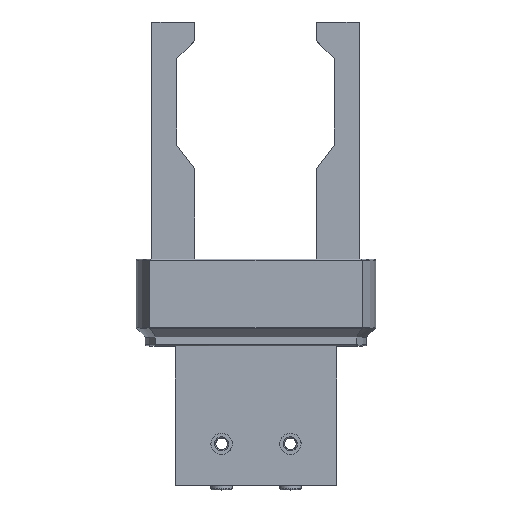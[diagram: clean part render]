
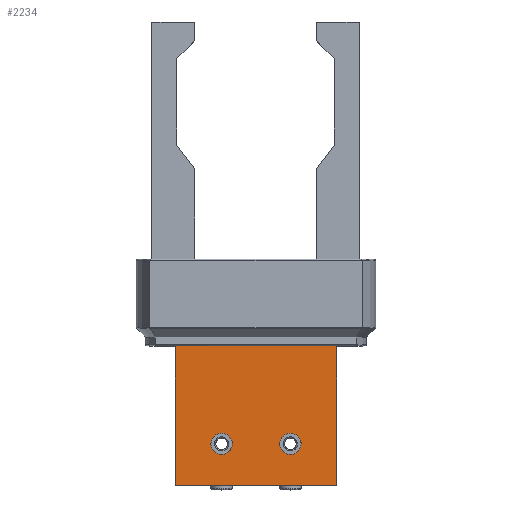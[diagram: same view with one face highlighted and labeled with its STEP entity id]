
A CAD part, top view. The second image highlights one B-rep face of the part: STEP entity #2234.
In plain terms, the highlighted planar face has unit normal (0, 0, 1).
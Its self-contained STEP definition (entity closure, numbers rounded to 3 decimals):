
#1658=CARTESIAN_POINT('Vertex',(-34.1,58.8,18.5)) ;
#1661=CARTESIAN_POINT('Line Origine',(0.,58.8,18.5)) ;
#1665=CARTESIAN_POINT('Vertex',(34.1,58.8,18.5)) ;
#2015=CARTESIAN_POINT('Vertex',(-34.1,0.,18.5)) ;
#2018=CARTESIAN_POINT('Line Origine',(-34.1,29.4,18.5)) ;
#2035=CARTESIAN_POINT('Line Origine',(34.1,29.4,18.5)) ;
#2039=CARTESIAN_POINT('Vertex',(34.1,0.,18.5)) ;
#2152=CARTESIAN_POINT('Axis2P3D Location',(0.,0.,18.5)) ;
#2157=CARTESIAN_POINT('Line Origine',(0.,0.,18.5)) ;
#2169=CARTESIAN_POINT('Control Point',(-19.,17.5,18.5)) ;
#2170=CARTESIAN_POINT('Control Point',(-19.,18.442,18.5)) ;
#2171=CARTESIAN_POINT('Control Point',(-18.754,19.385,18.5)) ;
#2172=CARTESIAN_POINT('Control Point',(-18.259,20.241,18.5)) ;
#2173=CARTESIAN_POINT('Control Point',(-16.873,21.611,18.5)) ;
#2174=CARTESIAN_POINT('Control Point',(-14.994,22.126,18.5)) ;
#2175=CARTESIAN_POINT('Control Point',(-14.006,22.126,18.5)) ;
#2176=CARTESIAN_POINT('Control Point',(-12.127,21.611,18.5)) ;
#2177=CARTESIAN_POINT('Control Point',(-10.741,20.241,18.5)) ;
#2178=CARTESIAN_POINT('Control Point',(-10.246,19.385,18.5)) ;
#2179=CARTESIAN_POINT('Control Point',(-10.,18.442,18.5)) ;
#2180=CARTESIAN_POINT('Control Point',(-10.,17.5,18.5)) ;
#2181=CARTESIAN_POINT('Vertex',(-19.,17.5,18.5)) ;
#2183=CARTESIAN_POINT('Vertex',(-10.,17.5,18.5)) ;
#2187=CARTESIAN_POINT('Control Point',(-10.,17.5,18.5)) ;
#2188=CARTESIAN_POINT('Control Point',(-10.001,16.087,18.5)) ;
#2189=CARTESIAN_POINT('Control Point',(-10.553,14.671,18.5)) ;
#2190=CARTESIAN_POINT('Control Point',(-11.672,13.554,18.5)) ;
#2191=CARTESIAN_POINT('Control Point',(-14.5,12.446,18.5)) ;
#2192=CARTESIAN_POINT('Control Point',(-17.328,13.554,18.5)) ;
#2193=CARTESIAN_POINT('Control Point',(-18.447,14.671,18.5)) ;
#2194=CARTESIAN_POINT('Control Point',(-18.999,16.087,18.5)) ;
#2195=CARTESIAN_POINT('Control Point',(-19.,17.5,18.5)) ;
#2202=CARTESIAN_POINT('Control Point',(10.,17.5,18.5)) ;
#2203=CARTESIAN_POINT('Control Point',(10.,18.442,18.5)) ;
#2204=CARTESIAN_POINT('Control Point',(10.246,19.385,18.5)) ;
#2205=CARTESIAN_POINT('Control Point',(10.741,20.241,18.5)) ;
#2206=CARTESIAN_POINT('Control Point',(12.127,21.611,18.5)) ;
#2207=CARTESIAN_POINT('Control Point',(14.006,22.126,18.5)) ;
#2208=CARTESIAN_POINT('Control Point',(14.994,22.126,18.5)) ;
#2209=CARTESIAN_POINT('Control Point',(16.873,21.611,18.5)) ;
#2210=CARTESIAN_POINT('Control Point',(18.259,20.241,18.5)) ;
#2211=CARTESIAN_POINT('Control Point',(18.754,19.385,18.5)) ;
#2212=CARTESIAN_POINT('Control Point',(19.,18.442,18.5)) ;
#2213=CARTESIAN_POINT('Control Point',(19.,17.5,18.5)) ;
#2214=CARTESIAN_POINT('Vertex',(10.,17.5,18.5)) ;
#2216=CARTESIAN_POINT('Vertex',(19.,17.5,18.5)) ;
#2220=CARTESIAN_POINT('Control Point',(19.,17.5,18.5)) ;
#2221=CARTESIAN_POINT('Control Point',(18.999,16.087,18.5)) ;
#2222=CARTESIAN_POINT('Control Point',(18.447,14.671,18.5)) ;
#2223=CARTESIAN_POINT('Control Point',(17.328,13.554,18.5)) ;
#2224=CARTESIAN_POINT('Control Point',(14.5,12.446,18.5)) ;
#2225=CARTESIAN_POINT('Control Point',(11.672,13.554,18.5)) ;
#2226=CARTESIAN_POINT('Control Point',(10.553,14.671,18.5)) ;
#2227=CARTESIAN_POINT('Control Point',(10.001,16.087,18.5)) ;
#2228=CARTESIAN_POINT('Control Point',(10.,17.5,18.5)) ;
#1662=DIRECTION('Vector Direction',(-1.,0.,0.)) ;
#2019=DIRECTION('Vector Direction',(0.,-1.,0.)) ;
#2036=DIRECTION('Vector Direction',(0.,1.,0.)) ;
#2153=DIRECTION('Axis2P3D Direction',(0.,0.,1.)) ;
#2154=DIRECTION('Axis2P3D XDirection',(1.,0.,0.)) ;
#2158=DIRECTION('Vector Direction',(1.,0.,0.)) ;
#2155=AXIS2_PLACEMENT_3D('Plane Axis2P3D',#2152,#2153,#2154) ;
#2163=ORIENTED_EDGE('',*,*,#2041,.T.) ;
#2164=ORIENTED_EDGE('',*,*,#1667,.T.) ;
#2165=ORIENTED_EDGE('',*,*,#2022,.T.) ;
#2166=ORIENTED_EDGE('',*,*,#2161,.T.) ;
#2198=ORIENTED_EDGE('',*,*,#2185,.T.) ;
#2199=ORIENTED_EDGE('',*,*,#2196,.T.) ;
#2231=ORIENTED_EDGE('',*,*,#2218,.T.) ;
#2232=ORIENTED_EDGE('',*,*,#2229,.T.) ;
#2200=FACE_BOUND('',#2197,.T.) ;
#2233=FACE_BOUND('',#2230,.T.) ;
#1663=VECTOR('Line Direction',#1662,1.) ;
#2020=VECTOR('Line Direction',#2019,1.) ;
#2037=VECTOR('Line Direction',#2036,1.) ;
#2159=VECTOR('Line Direction',#2158,1.) ;
#2234=ADVANCED_FACE('Geometry.1',(#2167,#2200,#2233),#2156,.T.) ;
#2168=B_SPLINE_CURVE_WITH_KNOTS('',5,(#2169,#2170,#2171,#2172,#2173,#2174,#2175,#2176,#2177,#2178,#2179,#2180),.UNSPECIFIED.,.F.,.U.,(6,3,3,6),(0.,4.864,9.728,14.593),.UNSPECIFIED.) ;
#2186=B_SPLINE_CURVE_WITH_KNOTS('',5,(#2187,#2188,#2189,#2190,#2191,#2192,#2193,#2194,#2195),.UNSPECIFIED.,.F.,.U.,(6,3,6),(0.,7.552,15.103),.UNSPECIFIED.) ;
#2201=B_SPLINE_CURVE_WITH_KNOTS('',5,(#2202,#2203,#2204,#2205,#2206,#2207,#2208,#2209,#2210,#2211,#2212,#2213),.UNSPECIFIED.,.F.,.U.,(6,3,3,6),(0.,4.864,9.728,14.593),.UNSPECIFIED.) ;
#2219=B_SPLINE_CURVE_WITH_KNOTS('',5,(#2220,#2221,#2222,#2223,#2224,#2225,#2226,#2227,#2228),.UNSPECIFIED.,.F.,.U.,(6,3,6),(0.,7.552,15.103),.UNSPECIFIED.) ;
#1667=EDGE_CURVE('',#1666,#1659,#1664,.T.) ;
#2022=EDGE_CURVE('',#1659,#2016,#2021,.T.) ;
#2041=EDGE_CURVE('',#2040,#1666,#2038,.T.) ;
#2161=EDGE_CURVE('',#2016,#2040,#2160,.T.) ;
#2185=EDGE_CURVE('',#2182,#2184,#2168,.T.) ;
#2196=EDGE_CURVE('',#2184,#2182,#2186,.T.) ;
#2218=EDGE_CURVE('',#2215,#2217,#2201,.T.) ;
#2229=EDGE_CURVE('',#2217,#2215,#2219,.T.) ;
#2162=EDGE_LOOP('',(#2163,#2164,#2165,#2166)) ;
#2197=EDGE_LOOP('',(#2198,#2199)) ;
#2230=EDGE_LOOP('',(#2231,#2232)) ;
#2167=FACE_OUTER_BOUND('',#2162,.T.) ;
#1664=LINE('Line',#1661,#1663) ;
#2021=LINE('Line',#2018,#2020) ;
#2038=LINE('Line',#2035,#2037) ;
#2160=LINE('Line',#2157,#2159) ;
#2156=PLANE('',#2155) ;
#1659=VERTEX_POINT('',#1658) ;
#1666=VERTEX_POINT('',#1665) ;
#2016=VERTEX_POINT('',#2015) ;
#2040=VERTEX_POINT('',#2039) ;
#2182=VERTEX_POINT('',#2181) ;
#2184=VERTEX_POINT('',#2183) ;
#2215=VERTEX_POINT('',#2214) ;
#2217=VERTEX_POINT('',#2216) ;
